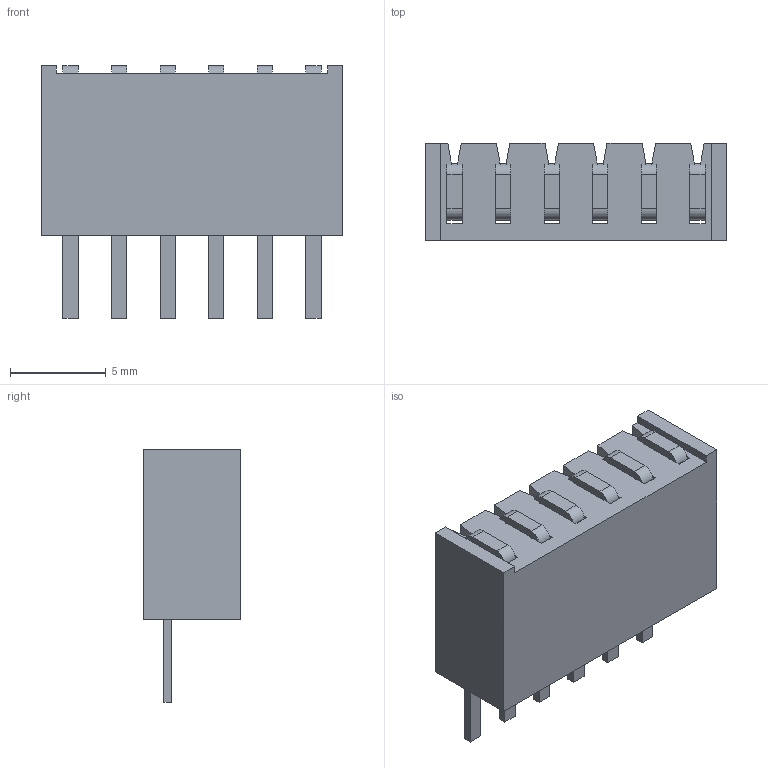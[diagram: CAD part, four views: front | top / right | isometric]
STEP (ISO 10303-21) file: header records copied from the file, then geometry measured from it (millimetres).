
FILE_DESCRIPTION(('FreeCAD Model'),'2;1');
FILE_NAME('Open CASCADE Shape Model','2025-03-04T20:58:54',(''),(''), 'Open CASCADE STEP processor 7.8','FreeCAD','Unknown');
FILE_SCHEMA(('AUTOMOTIVE_DESIGN { 1 0 10303 214 1 1 1 1 }'));
Length unit declared in the file: millimetre
Products named in the file (3): BSW-106-04-G-S; BSW-06-04-S_socket; C-8-5-01-06-S
Assembly tree (2 placements, depth 2):
  BSW-106-04-G-S
    BSW-06-04-S_socket
    C-8-5-01-06-S
Bounding box: 15.75 x 5.08 x 13.21 mm (x, y, z)
Volume: 696.6 mm3; surface area: 1241.9 mm2
Topology: 2 solids, 2 shells, 204 faces, 612 edges, 400 vertices
Faces by surface type: plane 180, cylinder 24
Entity records: 6866 total; most frequent: ORIENTED_EDGE 1224, CARTESIAN_POINT 1219, DIRECTION 1074, EDGE_CURVE 612, LINE 564, VECTOR 564, VERTEX_POINT 400, AXIS2_PLACEMENT_3D 255
